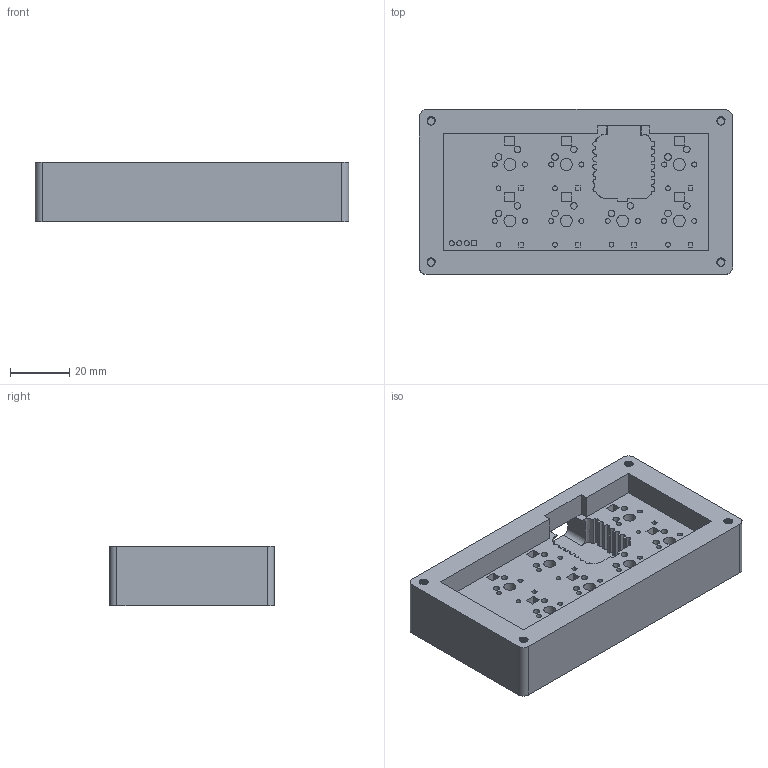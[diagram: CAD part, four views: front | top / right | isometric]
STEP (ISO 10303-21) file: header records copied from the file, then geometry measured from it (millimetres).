
FILE_DESCRIPTION(/* description */ ('KiCad electronic assembly'),/* implementation_level */ '2;1');
FILE_NAME(/* name */ 'Base.step.step',/* time_stamp */ '2026-02-20T22:06:08+11:00',/* author */ (''),/* organization */ (''),/* preprocessor_version */ 'ST-DEVELOPER v20.1',/* originating_system */ 'Autodesk Translation Framework v14.24.0.0',/* authorisation */ '');
FILE_SCHEMA (('AUTOMOTIVE_DESIGN { 1 0 10303 214 3 1 1 }'));
Length unit declared in the file: millimetre
Products named in the file (1): oled-v2 1
Bounding box: 105.5 x 55.5 x 20 mm (x, y, z)
Volume: 79612.1 mm3; surface area: 26553.2 mm2
Topology: 1 solids, 1 shells, 723 faces, 1931 edges, 1288 vertices
Faces by surface type: cylinder 282, plane 232, bspline 209
Full cylindrical faces by diameter (mm): 1.6 x7, 1.7 x17, 2.2 x14, 2.529 x48, 3.086 x20, 4 x7
Entity records: 37342 total; most frequent: CARTESIAN_POINT 21441, ORIENTED_EDGE 3862, DIRECTION 2249, EDGE_CURVE 1931, VERTEX_POINT 1288, LINE 927, VECTOR 927, B_SPLINE_CURVE_WITH_KNOTS 824
